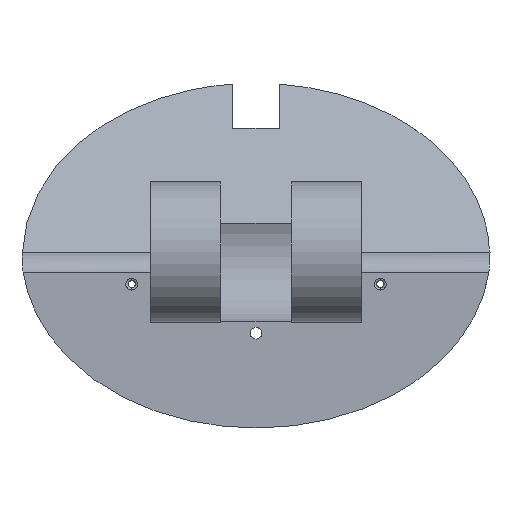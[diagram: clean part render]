
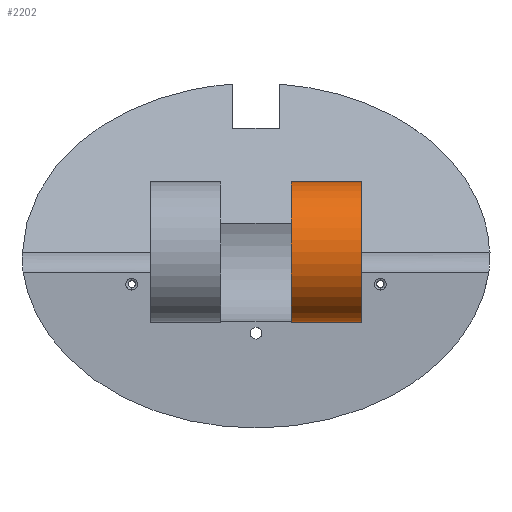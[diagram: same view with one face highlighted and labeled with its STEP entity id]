
A CAD part, front view. The second image highlights one B-rep face of the part: STEP entity #2202.
In plain terms, the highlighted cylindrical face has radius 3 mm (diameter 6 mm), a partial arc.
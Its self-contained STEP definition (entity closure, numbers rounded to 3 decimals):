
#20 = DIRECTION ( 'NONE',  ( 0., 0., -1. ) ) ;
#107 = EDGE_CURVE ( 'NONE', #1192, #1305, #1047, .T. ) ;
#233 = AXIS2_PLACEMENT_3D ( 'NONE', #2135, #2190, #1775 ) ;
#324 = AXIS2_PLACEMENT_3D ( 'NONE', #1988, #2610, #2214 ) ;
#364 = ORIENTED_EDGE ( 'NONE', *, *, #107, .T. ) ;
#413 = VERTEX_POINT ( 'NONE', #508 ) ;
#488 = LINE ( 'NONE', #1322, #1824 ) ;
#499 = EDGE_CURVE ( 'NONE', #1192, #413, #2164, .T. ) ;
#508 = CARTESIAN_POINT ( 'NONE',  ( 4.5, -15.323, -2.376 ) ) ;
#549 = ORIENTED_EDGE ( 'NONE', *, *, #499, .F. ) ;
#555 = AXIS2_PLACEMENT_3D ( 'NONE', #2331, #1885, #20 ) ;
#731 = DIRECTION ( 'NONE',  ( -1., 0., 0. ) ) ;
#931 = CYLINDRICAL_SURFACE ( 'NONE', #233, 3. ) ;
#1047 = LINE ( 'NONE', #1552, #1732 ) ;
#1085 = VERTEX_POINT ( 'NONE', #2155 ) ;
#1192 = VERTEX_POINT ( 'NONE', #2206 ) ;
#1305 = VERTEX_POINT ( 'NONE', #1484 ) ;
#1311 = FACE_OUTER_BOUND ( 'NONE', #2273, .T. ) ;
#1322 = CARTESIAN_POINT ( 'NONE',  ( 4.5, -15.323, -2.376 ) ) ;
#1484 = CARTESIAN_POINT ( 'NONE',  ( 1.5, -15.323, 3.624 ) ) ;
#1552 = CARTESIAN_POINT ( 'NONE',  ( 4.5, -15.323, 3.624 ) ) ;
#1725 = EDGE_CURVE ( 'NONE', #1305, #1085, #2604, .T. ) ;
#1732 = VECTOR ( 'NONE', #731, 1000. ) ;
#1775 = DIRECTION ( 'NONE',  ( 0., 0., 1. ) ) ;
#1824 = VECTOR ( 'NONE', #2147, 1000. ) ;
#1885 = DIRECTION ( 'NONE',  ( 1., 0., 0. ) ) ;
#1975 = ORIENTED_EDGE ( 'NONE', *, *, #2100, .F. ) ;
#1988 = CARTESIAN_POINT ( 'NONE',  ( 1.5, -15.323, 0.624 ) ) ;
#2100 = EDGE_CURVE ( 'NONE', #413, #1085, #488, .T. ) ;
#2135 = CARTESIAN_POINT ( 'NONE',  ( 4.5, -15.323, 0.624 ) ) ;
#2147 = DIRECTION ( 'NONE',  ( -1., 0., 0. ) ) ;
#2155 = CARTESIAN_POINT ( 'NONE',  ( 1.5, -15.323, -2.376 ) ) ;
#2164 = CIRCLE ( 'NONE', #555, 3. ) ;
#2190 = DIRECTION ( 'NONE',  ( -1., 0., 0. ) ) ;
#2202 = ADVANCED_FACE ( 'NONE', ( #1311 ), #931, .T. ) ;
#2206 = CARTESIAN_POINT ( 'NONE',  ( 4.5, -15.323, 3.624 ) ) ;
#2214 = DIRECTION ( 'NONE',  ( 0., 0., -1. ) ) ;
#2228 = ORIENTED_EDGE ( 'NONE', *, *, #1725, .T. ) ;
#2273 = EDGE_LOOP ( 'NONE', ( #1975, #549, #364, #2228 ) ) ;
#2331 = CARTESIAN_POINT ( 'NONE',  ( 4.5, -15.323, 0.624 ) ) ;
#2604 = CIRCLE ( 'NONE', #324, 3. ) ;
#2610 = DIRECTION ( 'NONE',  ( 1., 0., 0. ) ) ;
